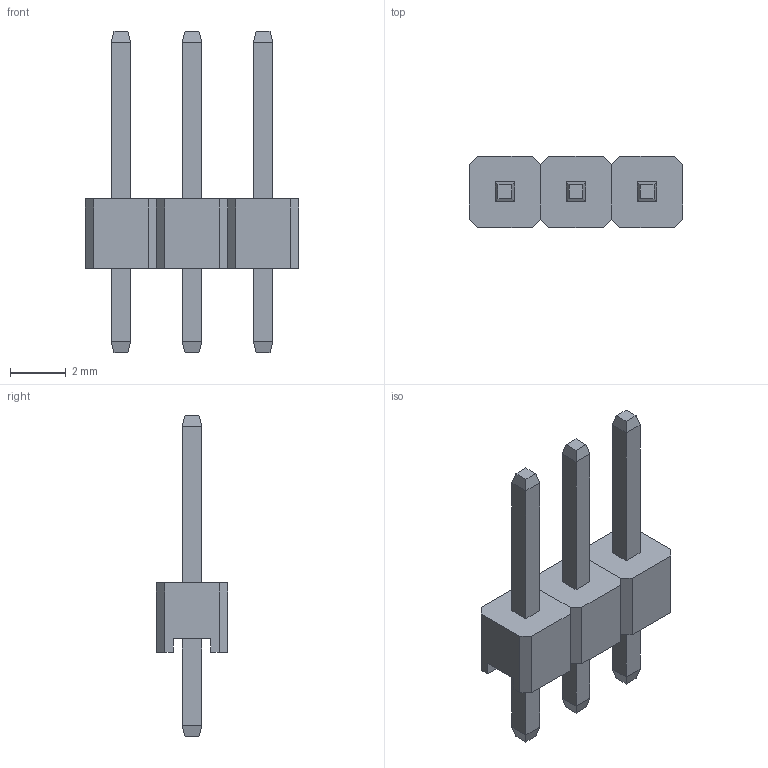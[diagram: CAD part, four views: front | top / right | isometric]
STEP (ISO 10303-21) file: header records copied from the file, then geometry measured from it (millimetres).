
FILE_DESCRIPTION(/* description */ (''),/* implementation_level */ '2;1');
FILE_NAME(/* name */ 'J7.step',/* time_stamp */ '2022-10-03T13:20:42+08:00',/* author */ (''),/* organization */ (''),/* preprocessor_version */ 'ST-DEVELOPER v19',/* originating_system */ 'Autodesk Translation Framework v11.7.0.108',/* authorisation */ '');
FILE_SCHEMA (('AUTOMOTIVE_DESIGN { 1 0 10303 214 3 1 1 }'));
Length unit declared in the file: millimetre
Products named in the file (3): J7; HDR-M-2.54_1X3; COMPOUND (3)
Assembly tree (2 placements, depth 3):
  J7
    HDR-M-2.54_1X3
      COMPOUND (3)
Bounding box: 7.62 x 2.54 x 11.5 mm (x, y, z)
Volume: 55.3 mm3; surface area: 188.8 mm2
Topology: 3 solids, 3 shells, 273 faces, 696 edges, 456 vertices
Faces by surface type: plane 231, bspline 42
Entity records: 10592 total; most frequent: CARTESIAN_POINT 3908, ORIENTED_EDGE 1392, DIRECTION 1084, EDGE_CURVE 696, LINE 612, VECTOR 612, VERTEX_POINT 456, EDGE_LOOP 300
